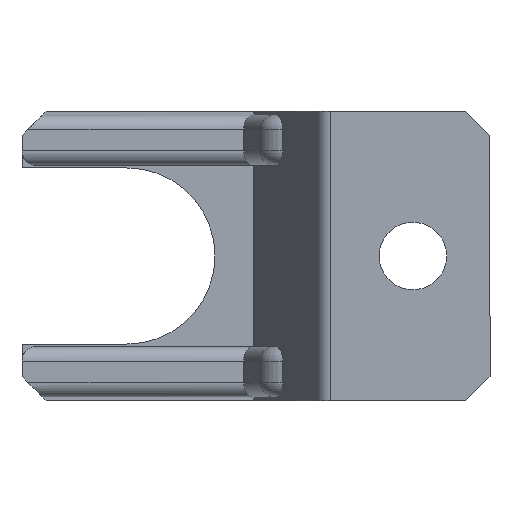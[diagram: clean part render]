
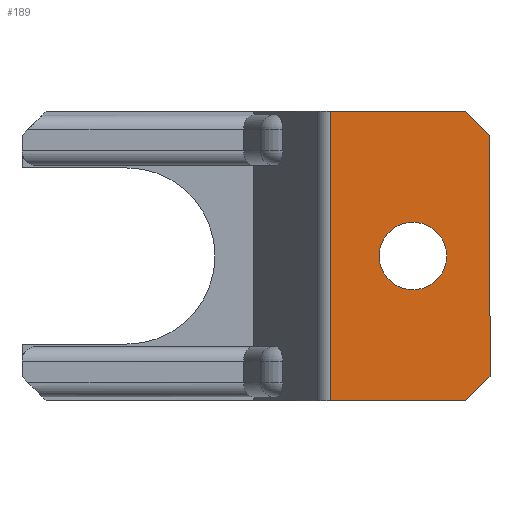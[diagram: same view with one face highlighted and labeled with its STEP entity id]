
A CAD part, front view. The second image highlights one B-rep face of the part: STEP entity #189.
In plain terms, the highlighted planar face has unit normal (0, -1, 0).
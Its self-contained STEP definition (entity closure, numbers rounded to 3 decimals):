
#181 = EDGE_CURVE ( 'NONE', #182, #187, #768, .T. ) ;
#182 = VERTEX_POINT ( 'NONE', #832 ) ;
#187 = VERTEX_POINT ( 'NONE', #831 ) ;
#188 = ORIENTED_EDGE ( 'NONE', *, *, #197, .T. ) ;
#189 = ADVANCED_FACE ( 'NONE', ( #801, #800 ), #830, .F. ) ;
#190 = EDGE_LOOP ( 'NONE', ( #196, #191 ) ) ;
#191 = ORIENTED_EDGE ( 'NONE', *, *, #595, .T. ) ;
#192 = EDGE_LOOP ( 'NONE', ( #188, #205, #210, #215, #216, #199 ) ) ;
#193 = EDGE_CURVE ( 'NONE', #596, #655, #868, .T. ) ;
#196 = ORIENTED_EDGE ( 'NONE', *, *, #193, .T. ) ;
#197 = EDGE_CURVE ( 'NONE', #187, #200, #859, .T. ) ;
#198 = VERTEX_POINT ( 'NONE', #855 ) ;
#199 = ORIENTED_EDGE ( 'NONE', *, *, #181, .T. ) ;
#200 = VERTEX_POINT ( 'NONE', #854 ) ;
#204 = EDGE_CURVE ( 'NONE', #200, #198, #847, .T. ) ;
#205 = ORIENTED_EDGE ( 'NONE', *, *, #204, .T. ) ;
#206 = EDGE_CURVE ( 'NONE', #182, #213, #843, .T. ) ;
#208 = VERTEX_POINT ( 'NONE', #839 ) ;
#210 = ORIENTED_EDGE ( 'NONE', *, *, #211, .F. ) ;
#211 = EDGE_CURVE ( 'NONE', #208, #198, #899, .T. ) ;
#212 = EDGE_CURVE ( 'NONE', #208, #213, #895, .T. ) ;
#213 = VERTEX_POINT ( 'NONE', #891 ) ;
#215 = ORIENTED_EDGE ( 'NONE', *, *, #212, .T. ) ;
#216 = ORIENTED_EDGE ( 'NONE', *, *, #206, .F. ) ;
#595 = EDGE_CURVE ( 'NONE', #655, #596, #1556, .T. ) ;
#596 = VERTEX_POINT ( 'NONE', #1551 ) ;
#655 = VERTEX_POINT ( 'NONE', #1742 ) ;
#767 = CARTESIAN_POINT ( 'NONE',  ( 42.25, -37.5, 30. ) ) ;
#768 = LINE ( 'NONE', #767, #834 ) ;
#800 = FACE_OUTER_BOUND ( 'NONE', #192, .T. ) ;
#801 = FACE_BOUND ( 'NONE', #190, .T. ) ;
#821 = CARTESIAN_POINT ( 'NONE',  ( 59.25, -37.5, 0. ) ) ;
#822 = DIRECTION ( 'NONE',  ( -1., 0., 0. ) ) ;
#823 = DIRECTION ( 'NONE',  ( 0., 1., 0. ) ) ;
#824 = CARTESIAN_POINT ( 'NONE',  ( 42.25, -37.5, 30. ) ) ;
#825 = AXIS2_PLACEMENT_3D ( 'NONE', #824, #823, #822 ) ;
#830 = PLANE ( 'NONE',  #825 ) ;
#831 = CARTESIAN_POINT ( 'NONE',  ( 42.25, -37.5, -30. ) ) ;
#832 = CARTESIAN_POINT ( 'NONE',  ( 42.25, -37.5, 30. ) ) ;
#833 = DIRECTION ( 'NONE',  ( 0., 0., -1. ) ) ;
#834 = VECTOR ( 'NONE', #833, 1000. ) ;
#839 = CARTESIAN_POINT ( 'NONE',  ( 75.25, -37.5, 25. ) ) ;
#840 = DIRECTION ( 'NONE',  ( 1., 0., 0. ) ) ;
#841 = VECTOR ( 'NONE', #840, 1000. ) ;
#842 = CARTESIAN_POINT ( 'NONE',  ( 42.25, -37.5, 30. ) ) ;
#843 = LINE ( 'NONE', #842, #841 ) ;
#844 = DIRECTION ( 'NONE',  ( 0.707, 0., 0.707 ) ) ;
#845 = VECTOR ( 'NONE', #844, 1000. ) ;
#846 = CARTESIAN_POINT ( 'NONE',  ( 75.25, -37.5, -25. ) ) ;
#847 = LINE ( 'NONE', #846, #845 ) ;
#854 = CARTESIAN_POINT ( 'NONE',  ( 70.25, -37.5, -30. ) ) ;
#855 = CARTESIAN_POINT ( 'NONE',  ( 75.25, -37.5, -25. ) ) ;
#856 = DIRECTION ( 'NONE',  ( 1., 0., 0. ) ) ;
#857 = VECTOR ( 'NONE', #856, 1000. ) ;
#858 = CARTESIAN_POINT ( 'NONE',  ( 42.25, -37.5, -30. ) ) ;
#859 = LINE ( 'NONE', #858, #857 ) ;
#865 = DIRECTION ( 'NONE',  ( 0., 0., 1. ) ) ;
#866 = DIRECTION ( 'NONE',  ( 0., 1., 0. ) ) ;
#867 = AXIS2_PLACEMENT_3D ( 'NONE', #821, #866, #865 ) ;
#868 = CIRCLE ( 'NONE', #867, 7. ) ;
#891 = CARTESIAN_POINT ( 'NONE',  ( 70.25, -37.5, 30. ) ) ;
#892 = DIRECTION ( 'NONE',  ( -0.707, 0., 0.707 ) ) ;
#893 = VECTOR ( 'NONE', #892, 1000. ) ;
#894 = CARTESIAN_POINT ( 'NONE',  ( 70.25, -37.5, 30. ) ) ;
#895 = LINE ( 'NONE', #894, #893 ) ;
#896 = DIRECTION ( 'NONE',  ( 0., 0., -1. ) ) ;
#897 = VECTOR ( 'NONE', #896, 1000. ) ;
#898 = CARTESIAN_POINT ( 'NONE',  ( 75.25, -37.5, 30. ) ) ;
#899 = LINE ( 'NONE', #898, #897 ) ;
#1551 = CARTESIAN_POINT ( 'NONE',  ( 59.25, -37.5, 7. ) ) ;
#1552 = DIRECTION ( 'NONE',  ( 0., 0., 1. ) ) ;
#1553 = DIRECTION ( 'NONE',  ( 0., 1., 0. ) ) ;
#1554 = CARTESIAN_POINT ( 'NONE',  ( 59.25, -37.5, 0. ) ) ;
#1555 = AXIS2_PLACEMENT_3D ( 'NONE', #1554, #1553, #1552 ) ;
#1556 = CIRCLE ( 'NONE', #1555, 7. ) ;
#1742 = CARTESIAN_POINT ( 'NONE',  ( 59.25, -37.5, -7. ) ) ;
